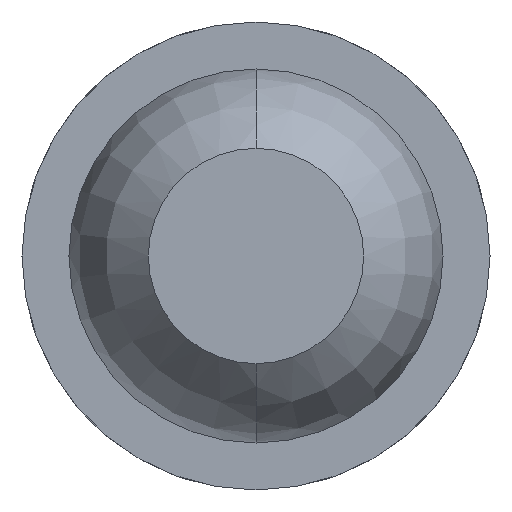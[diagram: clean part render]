
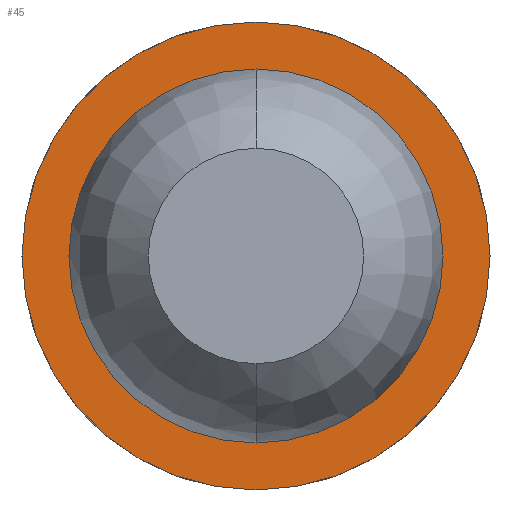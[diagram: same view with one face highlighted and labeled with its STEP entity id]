
A CAD part, front view. The second image highlights one B-rep face of the part: STEP entity #45.
In plain terms, the highlighted planar face has unit normal (0, -1, 0).
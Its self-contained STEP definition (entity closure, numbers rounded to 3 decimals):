
#45 = ADVANCED_FACE ( 'Defeature ausgef�hrt1_20', ( #4909, #856 ), #2837, .F. ) ;
#46 = EDGE_CURVE ( 'Defeature ausgef�hrt1_20+Defeature ausgef�hrt1_0+Defeature ausgef�hrt1_0+Defeature ausgef�hrt1_0', #1858, #4158, #1880, .T. ) ;
#280 = CARTESIAN_POINT ( 'NONE',  ( 0.635, 6.4, 0. ) ) ;
#681 = CARTESIAN_POINT ( 'NONE',  ( 0., 6.4, 0. ) ) ;
#816 = CIRCLE ( 'NONE', #4528, 1.27 ) ;
#856 = FACE_BOUND ( 'NONE', #3323, .T. ) ;
#960 = CARTESIAN_POINT ( 'NONE',  ( 0., 6.4, -1.27 ) ) ;
#1088 = DIRECTION ( 'NONE',  ( 0., 0., 1. ) ) ;
#1106 = DIRECTION ( 'NONE',  ( 0., 1., 0. ) ) ;
#1185 = ORIENTED_EDGE ( 'NONE', *, *, #3359, .F. ) ;
#1333 = EDGE_CURVE ( 'Defeature ausgef�hrt1_19+Defeature ausgef�hrt1_20+Defeature ausgef�hrt1_20+Defeature ausgef�hrt1_20', #1969, #5196, #5031, .T. ) ;
#1558 = CARTESIAN_POINT ( 'NONE',  ( 0., 6.4, 0. ) ) ;
#1614 = DIRECTION ( 'NONE',  ( 0., 1., 0. ) ) ;
#1858 = VERTEX_POINT ( 'NONE', #4665 ) ;
#1880 = CIRCLE ( 'NONE', #2689, 0.635 ) ;
#1969 = VERTEX_POINT ( 'NONE', #960 ) ;
#2034 = ORIENTED_EDGE ( 'NONE', *, *, #46, .T. ) ;
#2083 = DIRECTION ( 'NONE',  ( 0., 0., 1. ) ) ;
#2523 = ORIENTED_EDGE ( 'NONE', *, *, #1333, .F. ) ;
#2533 = ORIENTED_EDGE ( 'NONE', *, *, #4624, .T. ) ;
#2538 = DIRECTION ( 'NONE',  ( 0., 1., 0. ) ) ;
#2594 = DIRECTION ( 'NONE',  ( 0., 0., 1. ) ) ;
#2689 = AXIS2_PLACEMENT_3D ( 'NONE', #1558, #3284, #4613 ) ;
#2799 = EDGE_LOOP ( 'NONE', ( #1185, #2523 ) ) ;
#2837 = PLANE ( 'NONE',  #2865 ) ;
#2865 = AXIS2_PLACEMENT_3D ( 'NONE', #280, #1614, #3768 ) ;
#3209 = CARTESIAN_POINT ( 'NONE',  ( 0., 6.4, 0.635 ) ) ;
#3284 = DIRECTION ( 'NONE',  ( 0., 1., 0. ) ) ;
#3323 = EDGE_LOOP ( 'NONE', ( #2533, #2034 ) ) ;
#3359 = EDGE_CURVE ( 'Defeature ausgef�hrt1_19+Defeature ausgef�hrt1_20+Defeature ausgef�hrt1_20+Defeature ausgef�hrt1_20', #5196, #1969, #816, .T. ) ;
#3705 = CARTESIAN_POINT ( 'NONE',  ( 0., 6.4, 0. ) ) ;
#3768 = DIRECTION ( 'NONE',  ( 0., 0., 1. ) ) ;
#3970 = CARTESIAN_POINT ( 'NONE',  ( 0., 6.4, 1.27 ) ) ;
#4158 = VERTEX_POINT ( 'NONE', #3209 ) ;
#4256 = DIRECTION ( 'NONE',  ( 0., 1., 0. ) ) ;
#4506 = CIRCLE ( 'NONE', #4914, 0.635 ) ;
#4528 = AXIS2_PLACEMENT_3D ( 'NONE', #5180, #2538, #2594 ) ;
#4593 = AXIS2_PLACEMENT_3D ( 'NONE', #681, #4256, #2083 ) ;
#4613 = DIRECTION ( 'NONE',  ( 0., 0., 1. ) ) ;
#4624 = EDGE_CURVE ( 'Defeature ausgef�hrt1_20+Defeature ausgef�hrt1_0+Defeature ausgef�hrt1_0+Defeature ausgef�hrt1_0', #4158, #1858, #4506, .T. ) ;
#4665 = CARTESIAN_POINT ( 'NONE',  ( 0., 6.4, -0.635 ) ) ;
#4909 = FACE_OUTER_BOUND ( 'NONE', #2799, .T. ) ;
#4914 = AXIS2_PLACEMENT_3D ( 'NONE', #3705, #1106, #1088 ) ;
#5031 = CIRCLE ( 'NONE', #4593, 1.27 ) ;
#5180 = CARTESIAN_POINT ( 'NONE',  ( 0., 6.4, 0. ) ) ;
#5196 = VERTEX_POINT ( 'NONE', #3970 ) ;
